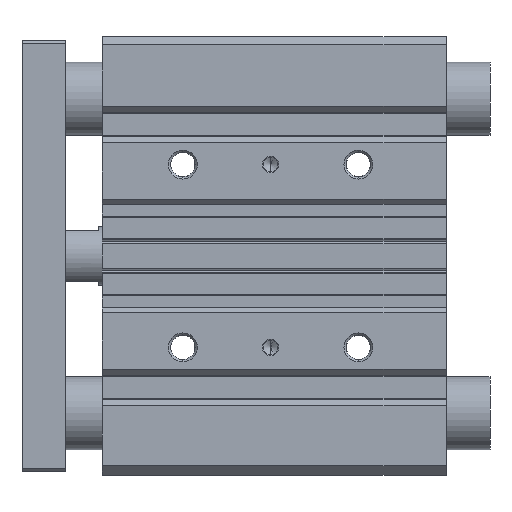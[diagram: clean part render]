
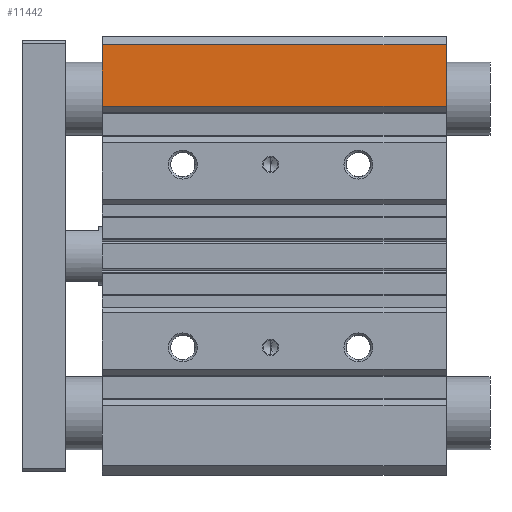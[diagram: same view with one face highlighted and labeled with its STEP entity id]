
A CAD part, front view. The second image highlights one B-rep face of the part: STEP entity #11442.
In plain terms, the highlighted planar face has unit normal (0, -1, 0).
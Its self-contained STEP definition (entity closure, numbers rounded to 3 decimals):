
#57 = DIRECTION ( 'NONE',  ( 0., -1., 0. ) ) ;
#962 = DIRECTION ( 'NONE',  ( 0., 0., 1. ) ) ;
#1242 = CARTESIAN_POINT ( 'NONE',  ( 0., -26.95, 40.9 ) ) ;
#1287 = LINE ( 'NONE', #12742, #8705 ) ;
#1320 = VERTEX_POINT ( 'NONE', #7613 ) ;
#2104 = VECTOR ( 'NONE', #962, 1000. ) ;
#2330 = PLANE ( 'NONE',  #10555 ) ;
#2779 = CARTESIAN_POINT ( 'NONE',  ( 94., -26.95, 40.9 ) ) ;
#2997 = ORIENTED_EDGE ( 'NONE', *, *, #9079, .T. ) ;
#3327 = EDGE_LOOP ( 'NONE', ( #2997, #3876, #8985, #11835 ) ) ;
#3421 = EDGE_CURVE ( 'NONE', #12757, #4078, #7408, .T. ) ;
#3876 = ORIENTED_EDGE ( 'NONE', *, *, #3421, .F. ) ;
#4078 = VERTEX_POINT ( 'NONE', #5163 ) ;
#4224 = EDGE_CURVE ( 'NONE', #12996, #1320, #1287, .T. ) ;
#5163 = CARTESIAN_POINT ( 'NONE',  ( 0., -26.95, 40.9 ) ) ;
#5318 = DIRECTION ( 'NONE',  ( 0., 0., -1. ) ) ;
#5450 = EDGE_CURVE ( 'NONE', #12757, #12996, #11947, .T. ) ;
#5668 = CARTESIAN_POINT ( 'NONE',  ( 0., -26.95, 40.9 ) ) ;
#6231 = CARTESIAN_POINT ( 'NONE',  ( 0., -26.95, 40.9 ) ) ;
#6478 = DIRECTION ( 'NONE',  ( -1., 0., 0. ) ) ;
#7408 = LINE ( 'NONE', #5668, #10493 ) ;
#7487 = CARTESIAN_POINT ( 'NONE',  ( 94., -26.95, 57.8 ) ) ;
#7613 = CARTESIAN_POINT ( 'NONE',  ( 0., -26.95, 57.8 ) ) ;
#7622 = CARTESIAN_POINT ( 'NONE',  ( 94., -26.95, 40.9 ) ) ;
#8705 = VECTOR ( 'NONE', #11392, 1000. ) ;
#8985 = ORIENTED_EDGE ( 'NONE', *, *, #5450, .T. ) ;
#9079 = EDGE_CURVE ( 'NONE', #1320, #4078, #12560, .T. ) ;
#9302 = DIRECTION ( 'NONE',  ( 0., 0., -1. ) ) ;
#10493 = VECTOR ( 'NONE', #6478, 1000. ) ;
#10555 = AXIS2_PLACEMENT_3D ( 'NONE', #6231, #57, #9302 ) ;
#11392 = DIRECTION ( 'NONE',  ( -1., 0., 0. ) ) ;
#11442 = ADVANCED_FACE ( 'NONE', ( #11496 ), #2330, .T. ) ;
#11496 = FACE_OUTER_BOUND ( 'NONE', #3327, .T. ) ;
#11835 = ORIENTED_EDGE ( 'NONE', *, *, #4224, .T. ) ;
#11947 = LINE ( 'NONE', #2779, #2104 ) ;
#12560 = LINE ( 'NONE', #1242, #13116 ) ;
#12742 = CARTESIAN_POINT ( 'NONE',  ( 0., -26.95, 57.8 ) ) ;
#12757 = VERTEX_POINT ( 'NONE', #7622 ) ;
#12996 = VERTEX_POINT ( 'NONE', #7487 ) ;
#13116 = VECTOR ( 'NONE', #5318, 1000. ) ;
